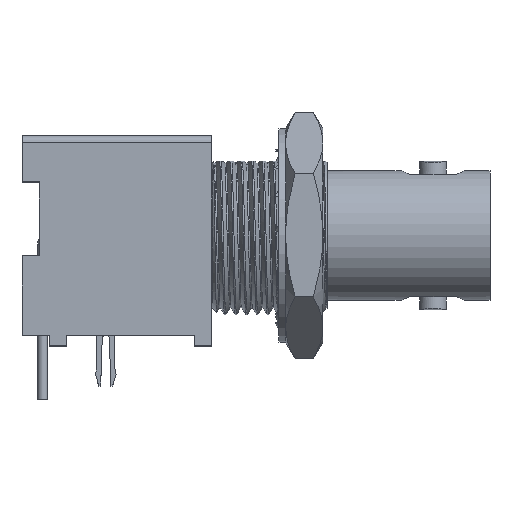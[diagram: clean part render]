
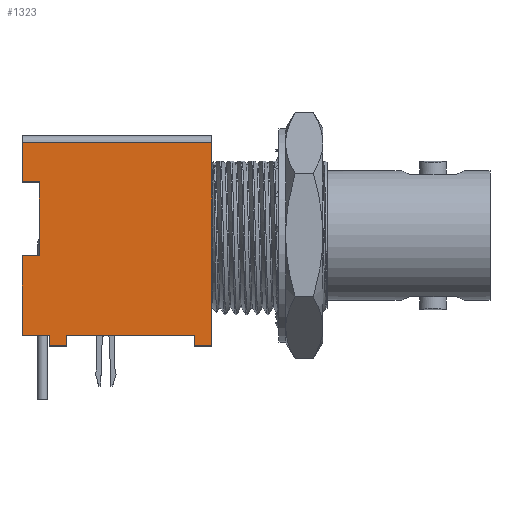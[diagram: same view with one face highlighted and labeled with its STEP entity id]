
A CAD part, top view. The second image highlights one B-rep face of the part: STEP entity #1323.
In plain terms, the highlighted planar face has unit normal (0, 0, 1).
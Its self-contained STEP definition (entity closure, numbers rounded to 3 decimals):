
#5=DIRECTION('',(0.,-1.,0.));
#6=VECTOR('',#5,2.903);
#7=CARTESIAN_POINT('',(0.,14.117,7.2));
#8=LINE('',#7,#6);
#56=DIRECTION('',(0.,-1.,0.));
#57=VECTOR('',#56,5.927);
#58=CARTESIAN_POINT('',(0.,5.715,7.2));
#59=LINE('',#58,#57);
#127=DIRECTION('',(0.,1.,0.));
#128=VECTOR('',#127,15.092);
#129=CARTESIAN_POINT('',(14.097,-0.974,7.2));
#130=LINE('',#129,#128);
#267=DIRECTION('',(0.,-1.,0.));
#268=VECTOR('',#267,0.762);
#269=CARTESIAN_POINT('',(2.032,-0.212,7.2));
#270=LINE('',#269,#268);
#275=DIRECTION('',(1.,0.,0.));
#276=VECTOR('',#275,9.525);
#277=CARTESIAN_POINT('',(3.302,-0.212,7.2));
#278=LINE('',#277,#276);
#279=DIRECTION('',(0.,-1.,0.));
#280=VECTOR('',#279,0.762);
#281=CARTESIAN_POINT('',(3.302,-0.212,7.2));
#282=LINE('',#281,#280);
#283=DIRECTION('',(1.,0.,0.));
#284=VECTOR('',#283,2.032);
#285=CARTESIAN_POINT('',(0.,-0.212,7.2));
#286=LINE('',#285,#284);
#287=DIRECTION('',(1.,0.,0.));
#288=VECTOR('',#287,1.27);
#289=CARTESIAN_POINT('',(0.,5.715,7.2));
#290=LINE('',#289,#288);
#291=DIRECTION('',(0.,1.,0.));
#292=VECTOR('',#291,5.499);
#293=CARTESIAN_POINT('',(1.27,5.715,7.2));
#294=LINE('',#293,#292);
#295=DIRECTION('',(1.,0.,0.));
#296=VECTOR('',#295,1.27);
#297=CARTESIAN_POINT('',(0.,11.214,7.2));
#298=LINE('',#297,#296);
#303=DIRECTION('',(-1.,0.,0.));
#304=VECTOR('',#303,1.27);
#305=CARTESIAN_POINT('',(3.302,-0.974,7.2));
#306=LINE('',#305,#304);
#351=DIRECTION('',(-1.,0.,0.));
#352=VECTOR('',#351,1.27);
#353=CARTESIAN_POINT('',(14.097,-0.974,7.2));
#354=LINE('',#353,#352);
#671=DIRECTION('',(0.,-1.,0.));
#672=VECTOR('',#671,0.762);
#673=CARTESIAN_POINT('',(12.827,-0.212,7.2));
#674=LINE('',#673,#672);
#679=DIRECTION('',(1.,0.,0.));
#680=VECTOR('',#679,14.097);
#681=CARTESIAN_POINT('',(0.,14.117,7.2));
#682=LINE('',#681,#680);
#705=CARTESIAN_POINT('',(0.,5.715,7.2));
#706=CARTESIAN_POINT('',(1.27,5.715,7.2));
#707=VERTEX_POINT('',#705);
#708=VERTEX_POINT('',#706);
#709=CARTESIAN_POINT('',(0.,11.214,7.2));
#710=CARTESIAN_POINT('',(1.27,11.214,7.2));
#711=VERTEX_POINT('',#709);
#712=VERTEX_POINT('',#710);
#737=CARTESIAN_POINT('',(0.,14.117,7.2));
#738=CARTESIAN_POINT('',(14.097,14.117,7.2));
#739=VERTEX_POINT('',#737);
#740=VERTEX_POINT('',#738);
#753=CARTESIAN_POINT('',(0.,-0.212,7.2));
#755=VERTEX_POINT('',#753);
#843=CARTESIAN_POINT('',(2.032,-0.974,7.2));
#845=VERTEX_POINT('',#843);
#849=CARTESIAN_POINT('',(3.302,-0.974,7.2));
#850=VERTEX_POINT('',#849);
#867=CARTESIAN_POINT('',(12.827,-0.974,7.2));
#869=VERTEX_POINT('',#867);
#873=CARTESIAN_POINT('',(14.097,-0.974,7.2));
#874=VERTEX_POINT('',#873);
#875=CARTESIAN_POINT('',(2.032,-0.212,7.2));
#877=VERTEX_POINT('',#875);
#879=CARTESIAN_POINT('',(3.302,-0.212,7.2));
#881=VERTEX_POINT('',#879);
#897=CARTESIAN_POINT('',(12.827,-0.212,7.2));
#899=VERTEX_POINT('',#897);
#1294=CARTESIAN_POINT('',(0.,14.625,7.2));
#1295=DIRECTION('',(0.,0.,1.));
#1296=DIRECTION('',(0.,-1.,0.));
#1297=AXIS2_PLACEMENT_3D('',#1294,#1295,#1296);
#1298=PLANE('',#1297);
#1299=ORIENTED_EDGE('',*,*,#1045,.F.);
#1301=ORIENTED_EDGE('',*,*,#1300,.T.);
#1303=ORIENTED_EDGE('',*,*,#1302,.F.);
#1304=ORIENTED_EDGE('',*,*,#1082,.F.);
#1306=ORIENTED_EDGE('',*,*,#1305,.T.);
#1308=ORIENTED_EDGE('',*,*,#1307,.T.);
#1309=ORIENTED_EDGE('',*,*,#1283,.F.);
#1310=ORIENTED_EDGE('',*,*,#1070,.F.);
#1311=ORIENTED_EDGE('',*,*,#972,.F.);
#1313=ORIENTED_EDGE('',*,*,#1312,.T.);
#1315=ORIENTED_EDGE('',*,*,#1314,.T.);
#1317=ORIENTED_EDGE('',*,*,#1316,.F.);
#1318=ORIENTED_EDGE('',*,*,#932,.F.);
#1320=ORIENTED_EDGE('',*,*,#1319,.T.);
#1321=EDGE_LOOP('',(#1299,#1301,#1303,#1304,#1306,#1308,#1309,#1310,#1311,#1313,
#1315,#1317,#1318,#1320));
#1322=FACE_OUTER_BOUND('',#1321,.F.);
#932=EDGE_CURVE('',#739,#711,#8,.T.);
#972=EDGE_CURVE('',#707,#755,#59,.T.);
#1045=EDGE_CURVE('',#874,#740,#130,.T.);
#1070=EDGE_CURVE('',#755,#877,#286,.T.);
#1082=EDGE_CURVE('',#881,#899,#278,.T.);
#1283=EDGE_CURVE('',#877,#845,#270,.T.);
#1300=EDGE_CURVE('',#874,#869,#354,.T.);
#1302=EDGE_CURVE('',#899,#869,#674,.T.);
#1305=EDGE_CURVE('',#881,#850,#282,.T.);
#1307=EDGE_CURVE('',#850,#845,#306,.T.);
#1312=EDGE_CURVE('',#707,#708,#290,.T.);
#1314=EDGE_CURVE('',#708,#712,#294,.T.);
#1316=EDGE_CURVE('',#711,#712,#298,.T.);
#1319=EDGE_CURVE('',#739,#740,#682,.T.);
#1323=ADVANCED_FACE('',(#1322),#1298,.T.);
